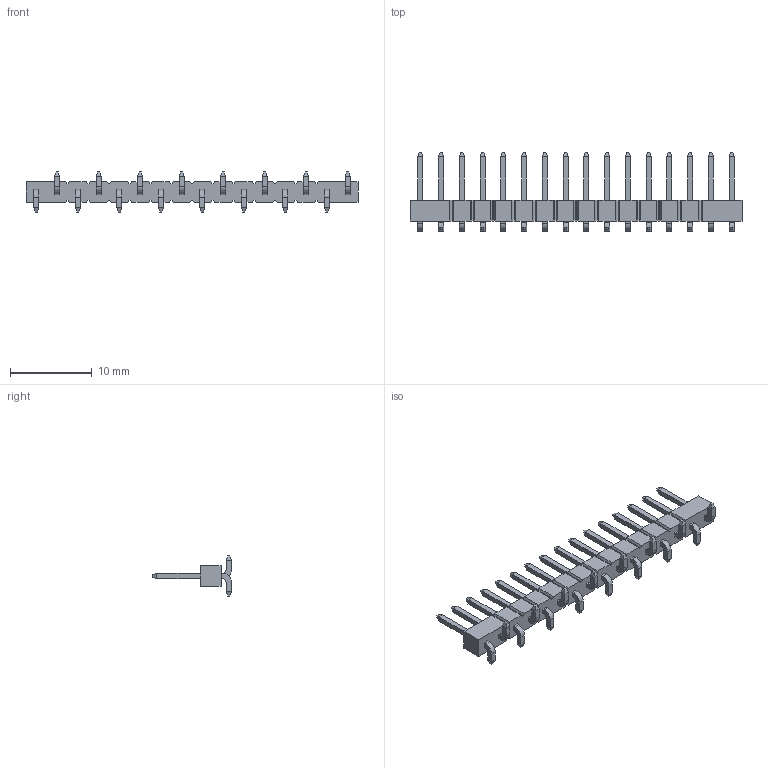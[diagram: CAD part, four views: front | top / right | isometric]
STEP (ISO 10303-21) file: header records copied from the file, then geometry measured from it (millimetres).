
FILE_DESCRIPTION (( 'STEP AP214' ), '1' );
FILE_NAME ('Samtec-TSM-116-01-L-SV.STEP', '2014-07-15T10:07:02', ( '' ), ( '' ), 'SwSTEP 2.0', 'SolidWorks 2014', '' );
FILE_SCHEMA (( 'AUTOMOTIVE_DESIGN' ));
Length unit declared in the file: inch
Products named in the file (1): Samtec-TSM-116-01-L-SV
Bounding box: 40.64 x 9.65 x 4.9 mm (x, y, z)
Volume: 311 mm3; surface area: 783.3 mm2
Topology: 1 solids, 1 shells, 462 faces, 1156 edges, 728 vertices
Faces by surface type: plane 430, cylinder 32
Entity records: 14850 total; most frequent: CARTESIAN_POINT 2347, ORIENTED_EDGE 2312, DIRECTION 2146, EDGE_CURVE 1156, VECTOR 1092, LINE 1092, VERTEX_POINT 728, AXIS2_PLACEMENT_3D 527
